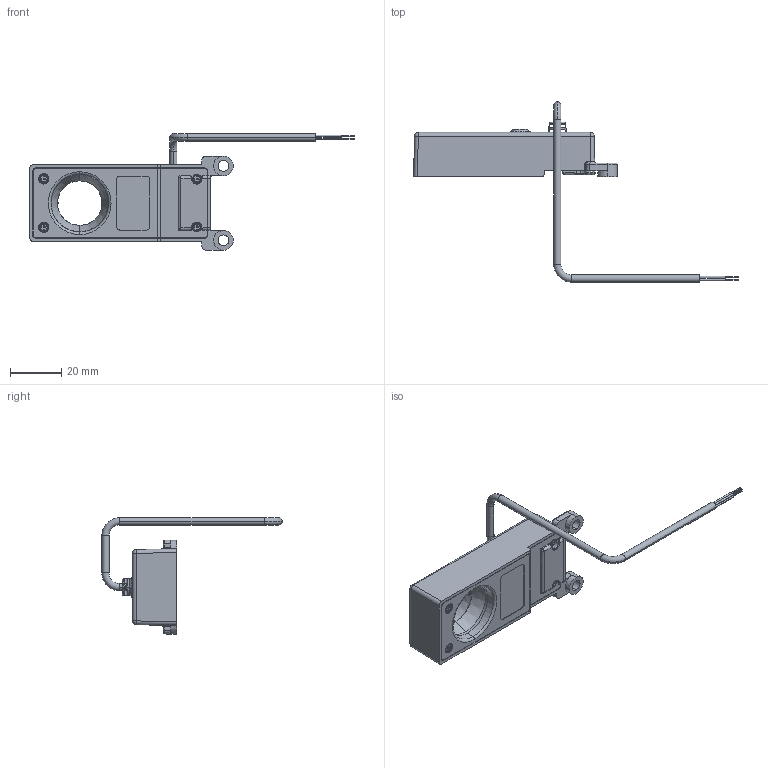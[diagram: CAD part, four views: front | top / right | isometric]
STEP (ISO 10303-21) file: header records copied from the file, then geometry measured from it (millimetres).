
FILE_DESCRIPTION (( 'STEP AP203' ), '1' );
FILE_NAME ('CLS-KDH 3D 寇屈档 - (2019.05.21).STEP', '2019-05-21T02:02:39', ( 'Windows 荤侩磊' ), ( '' ), 'SwSTEP 2.0', 'SolidWorks 2017', '' );
FILE_SCHEMA (( 'CONFIG_CONTROL_DESIGN' ));
Length unit declared in the file: millimetre
Products named in the file (7): screw 1.7x 8.0mm_晦獄 撲薑; CLS - KDH FRONT CASE (Dummy); 窍匙胶 隔爹 - 2 (2017.12.20); CLS - KDH BACK COVER (Dummy); CLS-KDH 3D 寇屈档 - (2019.05.21); Lens_ル遽 1; IR SENSOR - (CL-3014GD1A-001)
Assembly tree (10 placements, depth 2):
  CLS-KDH 3D 寇屈档 - (2019.05.21)
    CLS - KDH FRONT CASE (Dummy)
    CLS - KDH BACK COVER (Dummy)
    Lens_ル遽 1
    IR SENSOR - (CL-3014GD1A-001)  x2
    窍匙胶 隔爹 - 2 (2017.12.20)
    screw 1.7x 8.0mm_晦獄 撲薑  x4
Bounding box: 126.5 x 70.25 x 45.34 mm (x, y, z)
Volume: 30662.4 mm3; surface area: 18414.2 mm2
Topology: 11 solids, 13 shells, 1006 faces, 2703 edges, 1732 vertices
Faces by surface type: plane 651, cylinder 199, cone 61, torus 43, bspline 36, sphere 16
Entity records: 31237 total; most frequent: CARTESIAN_POINT 7868, ORIENTED_EDGE 4836, DIRECTION 4502, EDGE_CURVE 2418, LINE 1768, VECTOR 1768, VERTEX_POINT 1561, AXIS2_PLACEMENT_3D 1367
